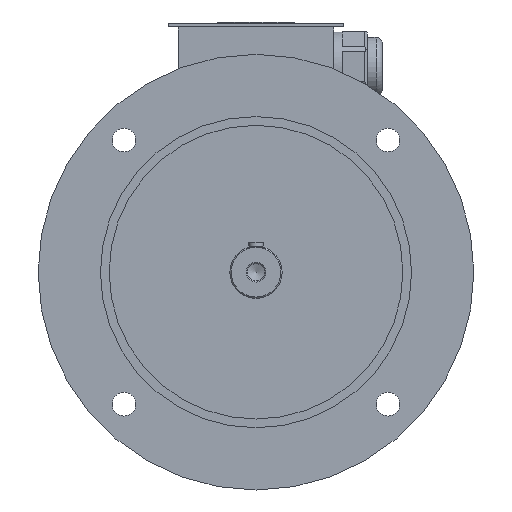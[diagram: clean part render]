
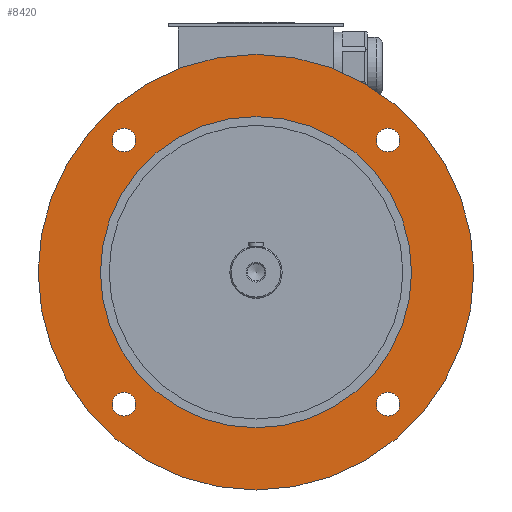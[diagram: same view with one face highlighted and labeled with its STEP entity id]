
A CAD part, front view. The second image highlights one B-rep face of the part: STEP entity #8420.
In plain terms, the highlighted planar face has unit normal (0, -1, 0).
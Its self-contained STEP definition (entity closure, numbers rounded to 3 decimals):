
#216=CIRCLE('',#8486,9.5);
#218=CIRCLE('',#8489,9.5);
#220=CIRCLE('',#8492,9.5);
#418=CIRCLE('',#8989,175.);
#420=CIRCLE('',#8992,9.5);
#421=CIRCLE('',#8993,125.);
#2019=ORIENTED_EDGE('',*,*,#2256,.F.);
#2020=ORIENTED_EDGE('',*,*,#2258,.F.);
#2021=ORIENTED_EDGE('',*,*,#2260,.F.);
#2022=ORIENTED_EDGE('',*,*,#3030,.F.);
#2023=ORIENTED_EDGE('',*,*,#3031,.T.);
#2024=ORIENTED_EDGE('',*,*,#3028,.F.);
#2256=EDGE_CURVE('',#3146,#3146,#216,.T.);
#2258=EDGE_CURVE('',#3148,#3148,#218,.T.);
#2260=EDGE_CURVE('',#3150,#3150,#220,.T.);
#3028=EDGE_CURVE('',#3660,#3660,#418,.T.);
#3030=EDGE_CURVE('',#3662,#3662,#420,.T.);
#3031=EDGE_CURVE('',#3663,#3663,#421,.T.);
#3146=VERTEX_POINT('',#10880);
#3148=VERTEX_POINT('',#10885);
#3150=VERTEX_POINT('',#10890);
#3660=VERTEX_POINT('',#12635);
#3662=VERTEX_POINT('',#12640);
#3663=VERTEX_POINT('',#12642);
#5145=EDGE_LOOP('',(#2019));
#5146=EDGE_LOOP('',(#2020));
#5147=EDGE_LOOP('',(#2021));
#5148=EDGE_LOOP('',(#2022));
#5149=EDGE_LOOP('',(#2023));
#5150=EDGE_LOOP('',(#2024));
#5520=FACE_BOUND('',#5145,.T.);
#5521=FACE_BOUND('',#5146,.T.);
#5522=FACE_BOUND('',#5147,.T.);
#5523=FACE_BOUND('',#5148,.T.);
#5524=FACE_BOUND('',#5149,.T.);
#5525=FACE_BOUND('',#5150,.T.);
#5796=PLANE('',#8991);
#8420=ADVANCED_FACE('',(#5520,#5521,#5522,#5523,#5524,#5525),#5796,.F.);
#8486=AXIS2_PLACEMENT_3D('',#10879,#9113,#9114);
#8489=AXIS2_PLACEMENT_3D('',#10884,#9119,#9120);
#8492=AXIS2_PLACEMENT_3D('',#10889,#9125,#9126);
#8989=AXIS2_PLACEMENT_3D('',#12634,#10601,#10602);
#8991=AXIS2_PLACEMENT_3D('',#12638,#10605,#10606);
#8992=AXIS2_PLACEMENT_3D('',#12639,#10607,#10608);
#8993=AXIS2_PLACEMENT_3D('',#12641,#10609,#10610);
#9113=DIRECTION('',(0.,-1.,0.));
#9114=DIRECTION('',(0.,0.,1.));
#9119=DIRECTION('',(0.,-1.,0.));
#9120=DIRECTION('',(-1.,0.,0.));
#9125=DIRECTION('',(0.,-1.,0.));
#9126=DIRECTION('',(0.,0.,-1.));
#10601=DIRECTION('',(0.,1.,0.));
#10602=DIRECTION('',(1.,0.,0.));
#10605=DIRECTION('',(0.,1.,0.));
#10606=DIRECTION('',(0.,0.,1.));
#10607=DIRECTION('',(0.,-1.,0.));
#10608=DIRECTION('',(1.,0.,0.));
#10609=DIRECTION('',(0.,1.,0.));
#10610=DIRECTION('',(1.,0.,0.));
#10879=CARTESIAN_POINT('',(-106.066,-43.,-106.066));
#10880=CARTESIAN_POINT('',(-106.066,-43.,-96.566));
#10884=CARTESIAN_POINT('',(106.066,-43.,-106.066));
#10885=CARTESIAN_POINT('',(96.566,-43.,-106.066));
#10889=CARTESIAN_POINT('',(106.066,-43.,106.066));
#10890=CARTESIAN_POINT('',(106.066,-43.,96.566));
#12634=CARTESIAN_POINT('',(0.,-43.,0.));
#12635=CARTESIAN_POINT('',(175.,-43.,0.));
#12638=CARTESIAN_POINT('',(0.,-43.,0.));
#12639=CARTESIAN_POINT('',(-106.066,-43.,106.066));
#12640=CARTESIAN_POINT('',(-96.566,-43.,106.066));
#12641=CARTESIAN_POINT('',(0.,-43.,0.));
#12642=CARTESIAN_POINT('',(125.,-43.,0.));
